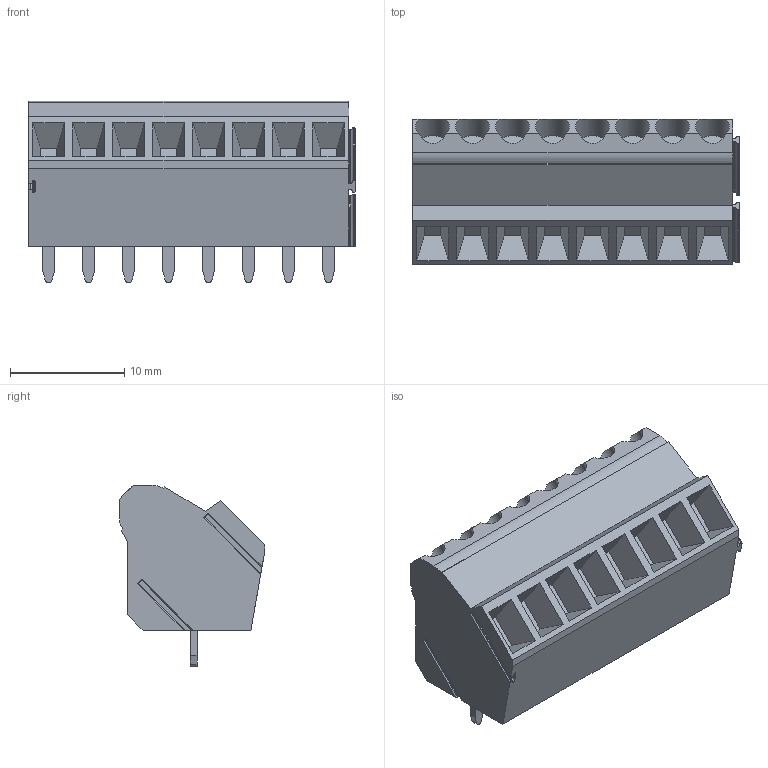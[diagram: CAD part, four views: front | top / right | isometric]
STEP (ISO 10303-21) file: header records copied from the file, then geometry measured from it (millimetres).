
FILE_DESCRIPTION(('CATIA V5 STEP Exchange','CAx-IF Rec.Pracs.--- Model Styling and Organization---1.2---2011-12-15'),'2;1');
FILE_NAME ('D1457404_0_1845260000_1845260000.stp','2018-09-07T05:47:42+00:00',('none'),('Weidmueller'),'CATIA Version 5-6 Release 2014','CATIA V5 STEP AP214','none');
FILE_SCHEMA(('AUTOMOTIVE_DESIGN { 1 0 10303 214 1 1 1 1 }'));
Length unit declared in the file: millimetre
Products named in the file (1): 1845260000
Bounding box: 28.6 x 12.7 x 15.9 mm (x, y, z)
Volume: 3365.2 mm3; surface area: 1996.9 mm2
Topology: 9 solids, 9 shells, 210 faces, 552 edges, 368 vertices
Faces by surface type: plane 152, cylinder 58
Entity records: 6484 total; most frequent: CARTESIAN_POINT 1710, ORIENTED_EDGE 1104, DIRECTION 746, EDGE_CURVE 552, VECTOR 372, LINE 372, VERTEX_POINT 368, AXIS2_PLACEMENT_3D 238
